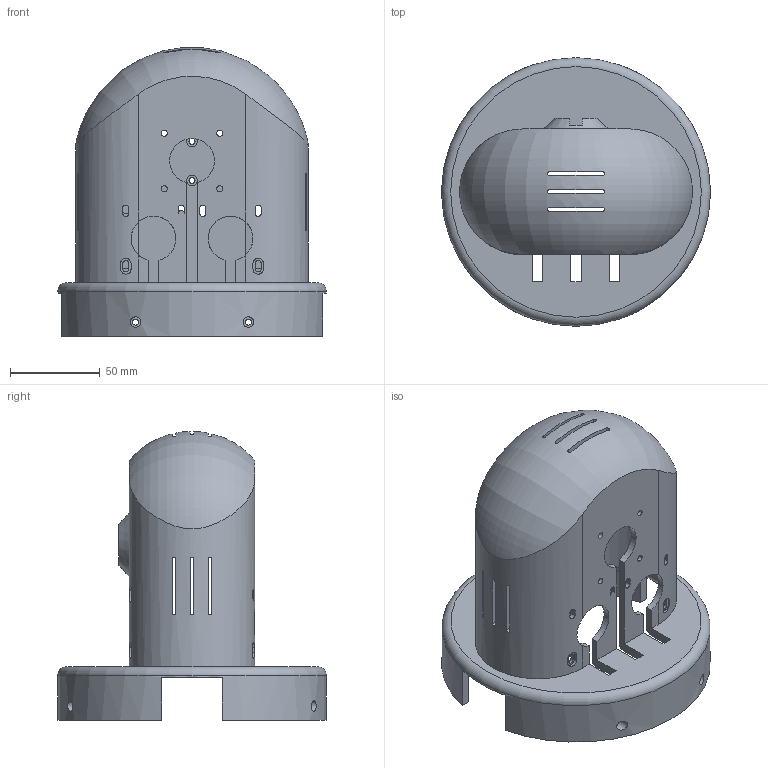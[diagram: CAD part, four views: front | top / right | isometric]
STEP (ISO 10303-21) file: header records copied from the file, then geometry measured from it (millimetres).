
FILE_DESCRIPTION(('FreeCAD Model'),'2;1');
FILE_NAME('Open CASCADE Shape Model','2021-07-31T13:50:24',('Author'),( ''),'Open CASCADE STEP processor 7.5','FreeCAD','Unknown');
FILE_SCHEMA(('AUTOMOTIVE_DESIGN { 1 0 10303 214 1 1 1 1 }'));
Length unit declared in the file: millimetre
Products named in the file (1): Art1Body
Bounding box: 150 x 150 x 161.33 mm (x, y, z)
Volume: 302323.3 mm3; surface area: 129718.4 mm2
Topology: 1 solids, 1 shells, 272 faces, 803 edges, 540 vertices
Faces by surface type: plane 162, cylinder 104, torus 3, offset 1, cone 1, revolution 1
Full cylindrical faces by diameter (mm): 3.4 x13, 5.9 x7, 16.4 x1, 150 x1
Entity records: 25506 total; most frequent: CARTESIAN_POINT 10169, DIRECTION 2688, LINE 1678, VECTOR 1678, ORIENTED_EDGE 1574, PCURVE 1574, DEFINITIONAL_REPRESENTATION 1574, EDGE_CURVE 787
